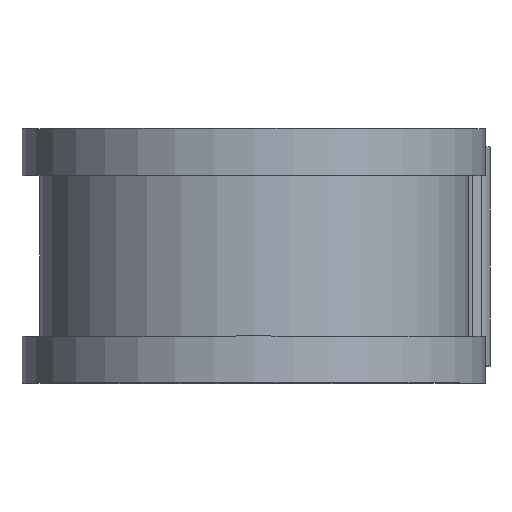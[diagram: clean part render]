
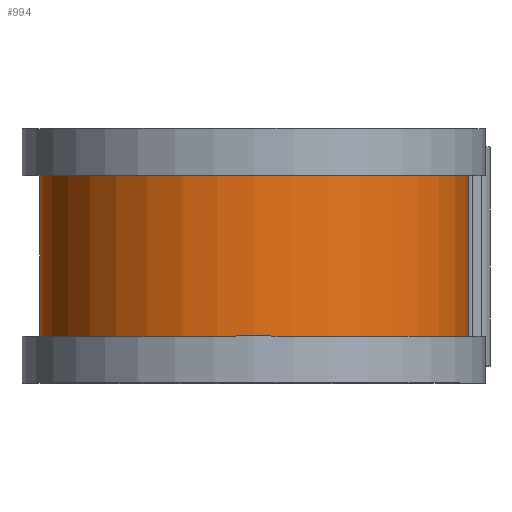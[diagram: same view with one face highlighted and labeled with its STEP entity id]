
A CAD part, top view. The second image highlights one B-rep face of the part: STEP entity #994.
In plain terms, the highlighted cylindrical face has radius 18.618 mm (diameter 37.236 mm), a partial arc.
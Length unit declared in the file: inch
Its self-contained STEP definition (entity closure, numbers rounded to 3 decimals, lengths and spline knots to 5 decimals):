
#19 = CARTESIAN_POINT ( 'NONE',  ( 0., 0.375, -0.733 ) ) ;
#36 = ORIENTED_EDGE ( 'NONE', *, *, #1525, .F. ) ;
#49 = CARTESIAN_POINT ( 'NONE',  ( 0.733, 0.275, 0. ) ) ;
#195 = LINE ( 'NONE', #19, #198 ) ;
#198 = VECTOR ( 'NONE', #1722, 39.37008 ) ;
#205 = AXIS2_PLACEMENT_3D ( 'NONE', #444, #1363, #1457 ) ;
#219 = ORIENTED_EDGE ( 'NONE', *, *, #523, .T. ) ;
#231 = AXIS2_PLACEMENT_3D ( 'NONE', #1394, #601, #1508 ) ;
#271 = VERTEX_POINT ( 'NONE', #1400 ) ;
#294 = EDGE_LOOP ( 'NONE', ( #36, #916, #219, #1372 ) ) ;
#301 = VECTOR ( 'NONE', #1438, 39.37008 ) ;
#332 = CIRCLE ( 'NONE', #231, 0.733 ) ;
#350 = DIRECTION ( 'NONE',  ( 0., 0., -1. ) ) ;
#351 = VERTEX_POINT ( 'NONE', #1616 ) ;
#367 = DIRECTION ( 'NONE',  ( 0., -1., 0. ) ) ;
#396 = CARTESIAN_POINT ( 'NONE',  ( 0., -0.275, 0. ) ) ;
#444 = CARTESIAN_POINT ( 'NONE',  ( 0., 0.375, 0. ) ) ;
#523 = EDGE_CURVE ( 'NONE', #655, #351, #195, .T. ) ;
#601 = DIRECTION ( 'NONE',  ( 0., -1., 0. ) ) ;
#655 = VERTEX_POINT ( 'NONE', #899 ) ;
#734 = FACE_OUTER_BOUND ( 'NONE', #294, .T. ) ;
#763 = CYLINDRICAL_SURFACE ( 'NONE', #205, 0.733 ) ;
#842 = CIRCLE ( 'NONE', #1156, 0.733 ) ;
#899 = CARTESIAN_POINT ( 'NONE',  ( 0., 0.275, -0.733 ) ) ;
#916 = ORIENTED_EDGE ( 'NONE', *, *, #1289, .T. ) ;
#994 = ADVANCED_FACE ( 'NONE', ( #734 ), #763, .T. ) ;
#1122 = EDGE_CURVE ( 'NONE', #271, #351, #842, .T. ) ;
#1156 = AXIS2_PLACEMENT_3D ( 'NONE', #396, #367, #350 ) ;
#1289 = EDGE_CURVE ( 'NONE', #1494, #655, #332, .T. ) ;
#1320 = CARTESIAN_POINT ( 'NONE',  ( 0.733, 0.375, 0. ) ) ;
#1363 = DIRECTION ( 'NONE',  ( 0., -1., 0. ) ) ;
#1372 = ORIENTED_EDGE ( 'NONE', *, *, #1122, .F. ) ;
#1394 = CARTESIAN_POINT ( 'NONE',  ( 0., 0.275, 0. ) ) ;
#1400 = CARTESIAN_POINT ( 'NONE',  ( 0.733, -0.275, 0. ) ) ;
#1438 = DIRECTION ( 'NONE',  ( 0., -1., 0. ) ) ;
#1457 = DIRECTION ( 'NONE',  ( 0., 0., -1. ) ) ;
#1494 = VERTEX_POINT ( 'NONE', #49 ) ;
#1508 = DIRECTION ( 'NONE',  ( 0., 0., -1. ) ) ;
#1525 = EDGE_CURVE ( 'NONE', #1494, #271, #1677, .T. ) ;
#1616 = CARTESIAN_POINT ( 'NONE',  ( 0., -0.275, -0.733 ) ) ;
#1677 = LINE ( 'NONE', #1320, #301 ) ;
#1722 = DIRECTION ( 'NONE',  ( 0., -1., 0. ) ) ;
